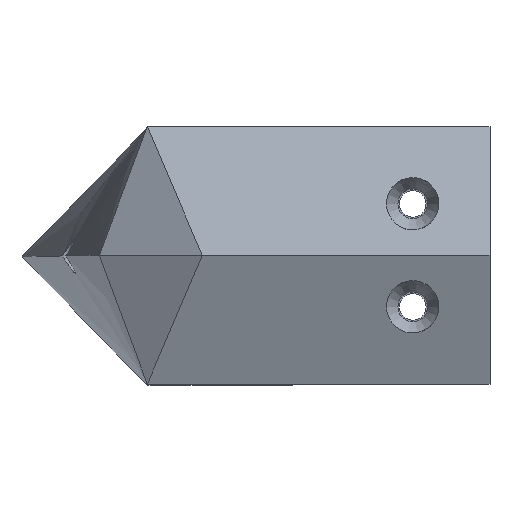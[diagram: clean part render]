
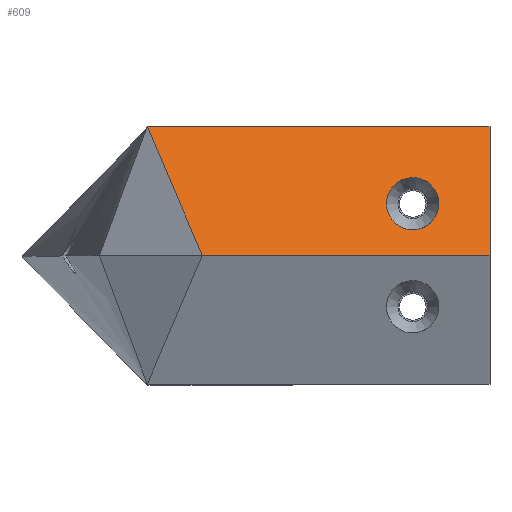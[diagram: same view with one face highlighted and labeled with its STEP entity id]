
A CAD part, top view. The second image highlights one B-rep face of the part: STEP entity #609.
In plain terms, the highlighted planar face has unit normal (0, 0.371, 0.928).
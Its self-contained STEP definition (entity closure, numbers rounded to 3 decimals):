
#21=FACE_BOUND('',#91,.T.);
#32=PLANE('',#671);
#56=FACE_OUTER_BOUND('',#90,.T.);
#90=EDGE_LOOP('',(#437,#438,#439,#440));
#91=EDGE_LOOP('',(#441,#442));
#133=ELLIPSE('',#667,3.285,3.05);
#134=ELLIPSE('',#668,3.285,3.05);
#139=LINE('',#928,#196);
#141=LINE('',#932,#198);
#142=LINE('',#934,#199);
#143=LINE('',#935,#200);
#196=VECTOR('',#748,10.);
#198=VECTOR('',#752,10.);
#199=VECTOR('',#753,10.);
#200=VECTOR('',#754,10.);
#280=VERTEX_POINT('',#917);
#281=VERTEX_POINT('',#919);
#282=VERTEX_POINT('',#924);
#284=VERTEX_POINT('',#927);
#285=VERTEX_POINT('',#931);
#286=VERTEX_POINT('',#933);
#341=EDGE_CURVE('',#281,#280,#133,.T.);
#342=EDGE_CURVE('',#280,#281,#134,.T.);
#345=EDGE_CURVE('',#284,#282,#139,.T.);
#347=EDGE_CURVE('',#285,#282,#141,.T.);
#348=EDGE_CURVE('',#286,#285,#142,.T.);
#349=EDGE_CURVE('',#286,#284,#143,.T.);
#437=ORIENTED_EDGE('',*,*,#345,.T.);
#438=ORIENTED_EDGE('',*,*,#347,.F.);
#439=ORIENTED_EDGE('',*,*,#348,.F.);
#440=ORIENTED_EDGE('',*,*,#349,.T.);
#441=ORIENTED_EDGE('',*,*,#341,.T.);
#442=ORIENTED_EDGE('',*,*,#342,.T.);
#609=ADVANCED_FACE('',(#56,#21),#32,.T.);
#667=AXIS2_PLACEMENT_3D('',#920,#739,#740);
#668=AXIS2_PLACEMENT_3D('',#921,#741,#742);
#671=AXIS2_PLACEMENT_3D('',#930,#750,#751);
#739=DIRECTION('center_axis',(0.,-0.371,-0.928));
#740=DIRECTION('ref_axis',(0.,0.928,-0.371));
#741=DIRECTION('center_axis',(0.,-0.371,-0.928));
#742=DIRECTION('ref_axis',(0.,0.928,-0.371));
#748=DIRECTION('',(0.368,-0.863,0.345));
#750=DIRECTION('center_axis',(0.,0.371,0.928));
#751=DIRECTION('ref_axis',(0.,0.928,-0.371));
#752=DIRECTION('',(-1.,0.,0.));
#753=DIRECTION('',(0.,-0.928,0.371));
#754=DIRECTION('',(-1.,0.,0.));
#917=CARTESIAN_POINT('',(27.46,6.,94.6));
#919=CARTESIAN_POINT('',(30.51,2.95,95.82));
#920=CARTESIAN_POINT('Origin',(30.51,6.,94.6));
#921=CARTESIAN_POINT('Origin',(30.51,6.,94.6));
#924=CARTESIAN_POINT('',(6.,0.,97.));
#927=CARTESIAN_POINT('',(-0.4,15.,91.));
#928=CARTESIAN_POINT('',(6.676,-1.584,97.634));
#930=CARTESIAN_POINT('Origin',(39.51,0.,97.));
#931=CARTESIAN_POINT('',(39.51,0.,97.));
#932=CARTESIAN_POINT('',(39.51,0.,97.));
#933=CARTESIAN_POINT('',(39.51,15.,91.));
#934=CARTESIAN_POINT('',(39.51,15.,91.));
#935=CARTESIAN_POINT('',(0.,15.,91.));
